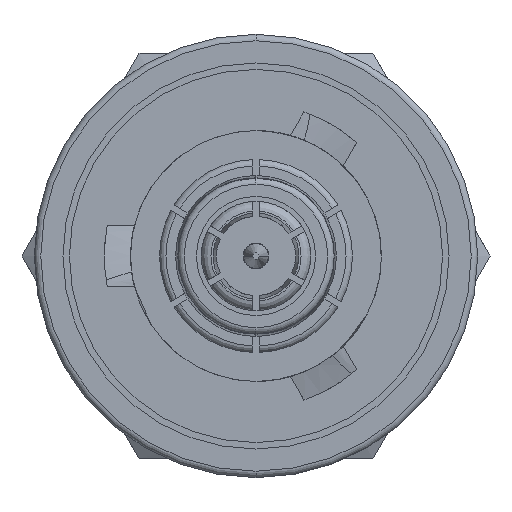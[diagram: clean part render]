
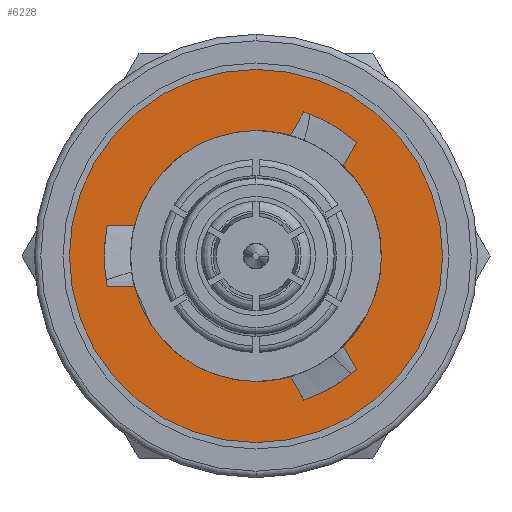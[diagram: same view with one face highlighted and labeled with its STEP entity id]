
A CAD part, left-side view. The second image highlights one B-rep face of the part: STEP entity #6228.
In plain terms, the highlighted face is planar.
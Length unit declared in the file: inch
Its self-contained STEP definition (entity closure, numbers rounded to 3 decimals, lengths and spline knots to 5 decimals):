
#64 = LINE ( 'NONE', #13987, #15715 ) ;
#113 = ORIENTED_EDGE ( 'NONE', *, *, #12348, .T. ) ;
#564 = VECTOR ( 'NONE', #11688, 39.37008 ) ;
#577 = VERTEX_POINT ( 'NONE', #32278 ) ;
#656 = EDGE_CURVE ( 'NONE', #34228, #32074, #11302, .T. ) ;
#893 = DIRECTION ( 'NONE',  ( -1., 0., 0. ) ) ;
#1036 = VERTEX_POINT ( 'NONE', #1336 ) ;
#1336 = CARTESIAN_POINT ( 'NONE',  ( 0., 0., 0.29 ) ) ;
#1772 = ORIENTED_EDGE ( 'NONE', *, *, #35628, .F. ) ;
#1804 = AXIS2_PLACEMENT_3D ( 'NONE', #3843, #14888, #25927 ) ;
#2136 = DIRECTION ( 'NONE',  ( -1., 0., 0. ) ) ;
#2776 = DIRECTION ( 'NONE',  ( -1., 0., 0. ) ) ;
#2918 = AXIS2_PLACEMENT_3D ( 'NONE', #30080, #29912, #8211 ) ;
#3299 = ORIENTED_EDGE ( 'NONE', *, *, #34462, .T. ) ;
#3327 = AXIS2_PLACEMENT_3D ( 'NONE', #18083, #893, #11922 ) ;
#3546 = VERTEX_POINT ( 'NONE', #12880 ) ;
#3822 = CIRCLE ( 'NONE', #23499, 0.29 ) ;
#3843 = CARTESIAN_POINT ( 'NONE',  ( 0., 0., 0. ) ) ;
#4014 = DIRECTION ( 'NONE',  ( 0., 0., 1. ) ) ;
#4350 = AXIS2_PLACEMENT_3D ( 'NONE', #22163, #2776, #24859 ) ;
#5774 = EDGE_CURVE ( 'NONE', #6407, #33054, #29199, .T. ) ;
#6228 = ADVANCED_FACE ( 'NONE', ( #26917, #24217 ), #35040, .F. ) ;
#6407 = VERTEX_POINT ( 'NONE', #27798 ) ;
#6423 = CIRCLE ( 'NONE', #1804, 0.195 ) ;
#6516 = CARTESIAN_POINT ( 'NONE',  ( 0., -0.07445, 0.22395 ) ) ;
#6575 = VERTEX_POINT ( 'NONE', #31387 ) ;
#6618 = ORIENTED_EDGE ( 'NONE', *, *, #21679, .T. ) ;
#6836 = CIRCLE ( 'NONE', #31673, 0.195 ) ;
#6873 = EDGE_CURVE ( 'NONE', #17280, #1036, #3822, .T. ) ;
#6907 = ORIENTED_EDGE ( 'NONE', *, *, #14179, .T. ) ;
#8114 = VECTOR ( 'NONE', #19995, 39.37008 ) ;
#8132 = CARTESIAN_POINT ( 'NONE',  ( 0., 0., 0. ) ) ;
#8211 = DIRECTION ( 'NONE',  ( 0., 0., 1. ) ) ;
#8926 = CARTESIAN_POINT ( 'NONE',  ( 0., 0.23117, 0.0475 ) ) ;
#8979 = EDGE_LOOP ( 'NONE', ( #22681, #29301, #6907, #12230, #3299, #22141, #11878, #15988, #15604, #11622, #6618, #113, #15133, #13485 ) ) ;
#8996 = EDGE_LOOP ( 'NONE', ( #1772, #13172 ) ) ;
#9226 = VECTOR ( 'NONE', #22990, 39.37008 ) ;
#9326 = CARTESIAN_POINT ( 'NONE',  ( 0., -0.1357, 0.14004 ) ) ;
#9495 = LINE ( 'NONE', #12749, #22107 ) ;
#10870 = EDGE_CURVE ( 'NONE', #22669, #577, #14904, .T. ) ;
#11302 = LINE ( 'NONE', #8926, #8114 ) ;
#11311 = DIRECTION ( 'NONE',  ( 0., 0., 1. ) ) ;
#11622 = ORIENTED_EDGE ( 'NONE', *, *, #24966, .T. ) ;
#11688 = DIRECTION ( 'NONE',  ( 0., -0.5, -0.866 ) ) ;
#11878 = ORIENTED_EDGE ( 'NONE', *, *, #16600, .T. ) ;
#11922 = DIRECTION ( 'NONE',  ( 0., 0., 1. ) ) ;
#12230 = ORIENTED_EDGE ( 'NONE', *, *, #26274, .T. ) ;
#12348 = EDGE_CURVE ( 'NONE', #3546, #6407, #20692, .T. ) ;
#12445 = VERTEX_POINT ( 'NONE', #32148 ) ;
#12532 = DIRECTION ( 'NONE',  ( 0., 0.5, 0.866 ) ) ;
#12749 = CARTESIAN_POINT ( 'NONE',  ( 0., -0.07445, 0.22395 ) ) ;
#12880 = CARTESIAN_POINT ( 'NONE',  ( 0., 0.18913, -0.0475 ) ) ;
#12963 = CIRCLE ( 'NONE', #27402, 0.236 ) ;
#13172 = ORIENTED_EDGE ( 'NONE', *, *, #6873, .F. ) ;
#13485 = ORIENTED_EDGE ( 'NONE', *, *, #16189, .T. ) ;
#13603 = CIRCLE ( 'NONE', #4350, 0.29 ) ;
#13642 = AXIS2_PLACEMENT_3D ( 'NONE', #32866, #2136, #27454 ) ;
#13987 = CARTESIAN_POINT ( 'NONE',  ( 0., 0.23117, -0.0475 ) ) ;
#14179 = EDGE_CURVE ( 'NONE', #24137, #22312, #6836, .T. ) ;
#14575 = CARTESIAN_POINT ( 'NONE',  ( 0., -0.07445, -0.22395 ) ) ;
#14696 = CARTESIAN_POINT ( 'NONE',  ( 0., 0., 0. ) ) ;
#14888 = DIRECTION ( 'NONE',  ( -1., 0., 0. ) ) ;
#14904 = CIRCLE ( 'NONE', #19552, 0.236 ) ;
#15133 = ORIENTED_EDGE ( 'NONE', *, *, #5774, .T. ) ;
#15604 = ORIENTED_EDGE ( 'NONE', *, *, #656, .T. ) ;
#15715 = VECTOR ( 'NONE', #17247, 39.37008 ) ;
#15988 = ORIENTED_EDGE ( 'NONE', *, *, #28851, .T. ) ;
#16016 = DIRECTION ( 'NONE',  ( 0., 0., 1. ) ) ;
#16189 = EDGE_CURVE ( 'NONE', #33054, #22669, #22727, .T. ) ;
#16600 = EDGE_CURVE ( 'NONE', #6575, #22540, #17945, .T. ) ;
#16727 = CARTESIAN_POINT ( 'NONE',  ( 0., -0.07445, -0.22395 ) ) ;
#17116 = DIRECTION ( 'NONE',  ( 0., 0., 1. ) ) ;
#17247 = DIRECTION ( 'NONE',  ( 0., -1., 0. ) ) ;
#17280 = VERTEX_POINT ( 'NONE', #17351 ) ;
#17351 = CARTESIAN_POINT ( 'NONE',  ( 0., 0., -0.29 ) ) ;
#17945 = CIRCLE ( 'NONE', #2918, 0.195 ) ;
#17993 = LINE ( 'NONE', #26654, #19809 ) ;
#18083 = CARTESIAN_POINT ( 'NONE',  ( 0., 0., 0. ) ) ;
#18491 = CARTESIAN_POINT ( 'NONE',  ( 0., -0.05343, -0.18754 ) ) ;
#18927 = DIRECTION ( 'NONE',  ( -1., 0., 0. ) ) ;
#19459 = CARTESIAN_POINT ( 'NONE',  ( 0., 0., 0.195 ) ) ;
#19552 = AXIS2_PLACEMENT_3D ( 'NONE', #24902, #28130, #17116 ) ;
#19642 = CARTESIAN_POINT ( 'NONE',  ( 0., 0., 0. ) ) ;
#19809 = VECTOR ( 'NONE', #12532, 39.37008 ) ;
#19934 = EDGE_CURVE ( 'NONE', #26213, #6575, #9495, .T. ) ;
#19995 = DIRECTION ( 'NONE',  ( 0., 1., 0. ) ) ;
#20389 = DIRECTION ( 'NONE',  ( 0., 0.5, -0.866 ) ) ;
#20692 = CIRCLE ( 'NONE', #3327, 0.195 ) ;
#21218 = CARTESIAN_POINT ( 'NONE',  ( 0., 0.23117, -0.0475 ) ) ;
#21556 = DIRECTION ( 'NONE',  ( -1., 0., 0. ) ) ;
#21571 = CARTESIAN_POINT ( 'NONE',  ( 0., 0., 0. ) ) ;
#21679 = EDGE_CURVE ( 'NONE', #29484, #3546, #64, .T. ) ;
#22000 = CARTESIAN_POINT ( 'NONE',  ( 0., 0., 0. ) ) ;
#22107 = VECTOR ( 'NONE', #20389, 39.37008 ) ;
#22141 = ORIENTED_EDGE ( 'NONE', *, *, #19934, .T. ) ;
#22163 = CARTESIAN_POINT ( 'NONE',  ( 0., 0., 0. ) ) ;
#22312 = VERTEX_POINT ( 'NONE', #9326 ) ;
#22540 = VERTEX_POINT ( 'NONE', #19459 ) ;
#22669 = VERTEX_POINT ( 'NONE', #16727 ) ;
#22681 = ORIENTED_EDGE ( 'NONE', *, *, #10870, .T. ) ;
#22727 = LINE ( 'NONE', #14575, #564 ) ;
#22842 = EDGE_CURVE ( 'NONE', #577, #24137, #17993, .T. ) ;
#22990 = DIRECTION ( 'NONE',  ( 0., -0.5, 0.866 ) ) ;
#23499 = AXIS2_PLACEMENT_3D ( 'NONE', #19642, #30810, #11311 ) ;
#24137 = VERTEX_POINT ( 'NONE', #31124 ) ;
#24217 = FACE_BOUND ( 'NONE', #8979, .T. ) ;
#24445 = DIRECTION ( 'NONE',  ( 0., 0., 1. ) ) ;
#24457 = DIRECTION ( 'NONE',  ( 0., 0., 1. ) ) ;
#24859 = DIRECTION ( 'NONE',  ( 0., 0., 1. ) ) ;
#24902 = CARTESIAN_POINT ( 'NONE',  ( 0., 0., 0. ) ) ;
#24966 = EDGE_CURVE ( 'NONE', #32074, #29484, #28015, .T. ) ;
#25927 = DIRECTION ( 'NONE',  ( 0., 0., 1. ) ) ;
#26054 = LINE ( 'NONE', #28400, #9226 ) ;
#26213 = VERTEX_POINT ( 'NONE', #6516 ) ;
#26274 = EDGE_CURVE ( 'NONE', #22312, #12445, #26054, .T. ) ;
#26654 = CARTESIAN_POINT ( 'NONE',  ( 0., -0.15672, -0.17645 ) ) ;
#26917 = FACE_OUTER_BOUND ( 'NONE', #8996, .T. ) ;
#27153 = DIRECTION ( 'NONE',  ( -1., 0., 0. ) ) ;
#27402 = AXIS2_PLACEMENT_3D ( 'NONE', #21571, #27153, #24457 ) ;
#27454 = DIRECTION ( 'NONE',  ( 0., 0., 1. ) ) ;
#27798 = CARTESIAN_POINT ( 'NONE',  ( 0., 0., -0.195 ) ) ;
#28015 = CIRCLE ( 'NONE', #34943, 0.236 ) ;
#28130 = DIRECTION ( 'NONE',  ( -1., 0., 0. ) ) ;
#28400 = CARTESIAN_POINT ( 'NONE',  ( 0., -0.15672, 0.17645 ) ) ;
#28473 = CARTESIAN_POINT ( 'NONE',  ( 0., 0.23117, 0.0475 ) ) ;
#28792 = DIRECTION ( 'NONE',  ( -1., 0., 0. ) ) ;
#28851 = EDGE_CURVE ( 'NONE', #22540, #34228, #6423, .T. ) ;
#29199 = CIRCLE ( 'NONE', #29768, 0.195 ) ;
#29301 = ORIENTED_EDGE ( 'NONE', *, *, #22842, .T. ) ;
#29484 = VERTEX_POINT ( 'NONE', #21218 ) ;
#29768 = AXIS2_PLACEMENT_3D ( 'NONE', #8132, #21556, #24445 ) ;
#29912 = DIRECTION ( 'NONE',  ( -1., 0., 0. ) ) ;
#30080 = CARTESIAN_POINT ( 'NONE',  ( 0., 0., 0. ) ) ;
#30810 = DIRECTION ( 'NONE',  ( -1., 0., 0. ) ) ;
#31124 = CARTESIAN_POINT ( 'NONE',  ( 0., -0.1357, -0.14004 ) ) ;
#31387 = CARTESIAN_POINT ( 'NONE',  ( 0., -0.05343, 0.18754 ) ) ;
#31673 = AXIS2_PLACEMENT_3D ( 'NONE', #22000, #18927, #16016 ) ;
#32074 = VERTEX_POINT ( 'NONE', #28473 ) ;
#32148 = CARTESIAN_POINT ( 'NONE',  ( 0., -0.15672, 0.17645 ) ) ;
#32278 = CARTESIAN_POINT ( 'NONE',  ( 0., -0.15672, -0.17645 ) ) ;
#32866 = CARTESIAN_POINT ( 'NONE',  ( 0., 0.195, 0. ) ) ;
#33054 = VERTEX_POINT ( 'NONE', #18491 ) ;
#34228 = VERTEX_POINT ( 'NONE', #34752 ) ;
#34462 = EDGE_CURVE ( 'NONE', #12445, #26213, #12963, .T. ) ;
#34752 = CARTESIAN_POINT ( 'NONE',  ( 0., 0.18913, 0.0475 ) ) ;
#34943 = AXIS2_PLACEMENT_3D ( 'NONE', #14696, #28792, #4014 ) ;
#35040 = PLANE ( 'NONE',  #13642 ) ;
#35628 = EDGE_CURVE ( 'NONE', #1036, #17280, #13603, .T. ) ;
